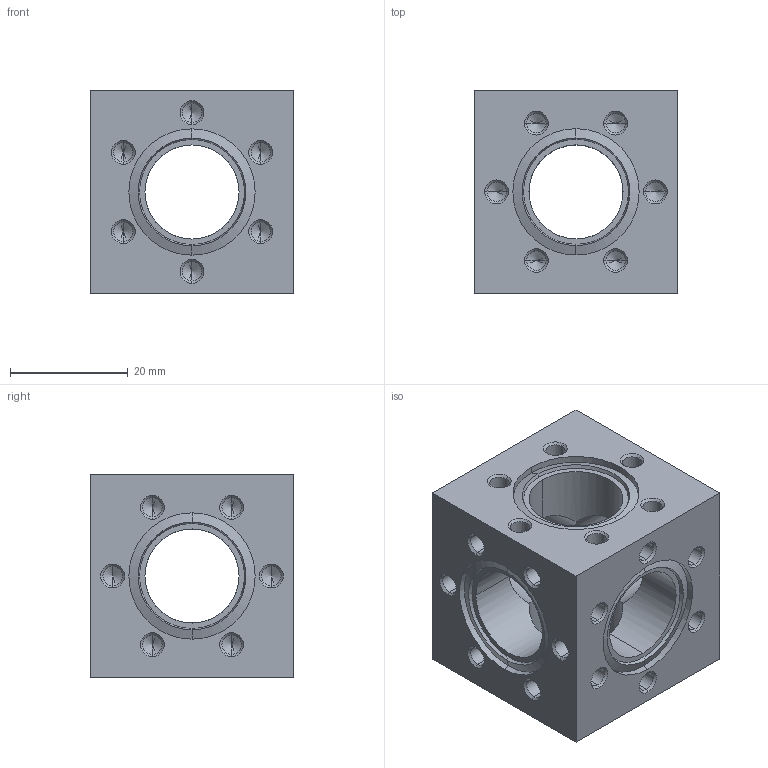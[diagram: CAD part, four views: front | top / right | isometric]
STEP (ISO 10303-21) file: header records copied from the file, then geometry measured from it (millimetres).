
FILE_DESCRIPTION (( 'STEP AP214' ), '1' );
FILE_NAME ('Hositrad_CU16-Cube.STEP', '2019-10-29T11:21:04', ( '' ), ( '' ), 'SwSTEP 2.0', 'SolidWorks 2019', '' );
FILE_SCHEMA (( 'AUTOMOTIVE_DESIGN' ));
Length unit declared in the file: millimetre
Products named in the file (1): Hositrad_CU16-Cube
Bounding box: 34.6 x 34.6 x 34.6 mm (x, y, z)
Volume: 22787.6 mm3; surface area: 12282.6 mm2
Topology: 1 solids, 1 shells, 276 faces, 644 edges, 336 vertices
Faces by surface type: cone 168, cylinder 96, plane 12
Entity records: 9674 total; most frequent: DIRECTION 1382, CARTESIAN_POINT 1245, ORIENTED_EDGE 1144, EDGE_CURVE 572, AXIS2_PLACEMENT_3D 553, VERTEX_POINT 336, EDGE_LOOP 324, FACE_OUTER_BOUND 276
